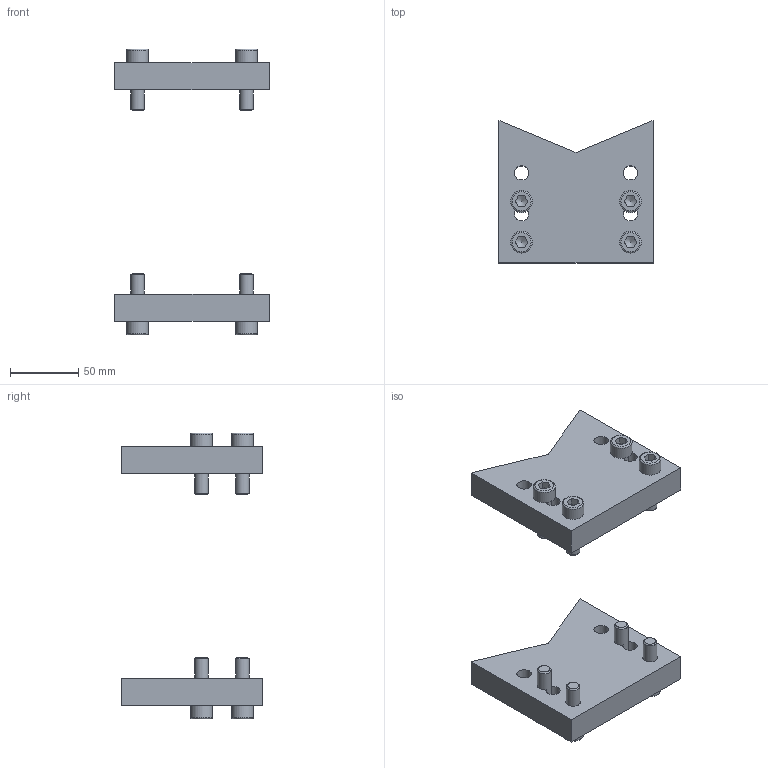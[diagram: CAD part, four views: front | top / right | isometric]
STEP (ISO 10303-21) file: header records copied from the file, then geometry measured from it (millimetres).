
FILE_DESCRIPTION(/* description */ ('KIT AR110 COMBO FLAT/PIPE POLES'),/* implementation_level */ '2;1');
FILE_NAME(/* name */ 'E0087478.stp',/* time_stamp */ '2017-12-13T07:52:05+01:00',/* author */ ('pb'),/* organization */ (''),/* preprocessor_version */ 'ST-DEVELOPER v16.5',/* originating_system */ 'Autodesk Inventor 2017',/* authorisation */ '');
FILE_SCHEMA (('AUTOMOTIVE_DESIGN { 1 0 10303 214 3 1 1 }'));
Length unit declared in the file: millimetre
Products named in the file (3): E0087478; E0087473; 51.0110035
Assembly tree (10 placements, depth 2):
  E0087478
    E0087473  x2
    51.0110035  x8
Bounding box: 113.5 x 104 x 210 mm (x, y, z)
Volume: 428568.3 mm3; surface area: 83710.8 mm2
Topology: 10 solids, 10 shells, 154 faces, 354 edges, 228 vertices
Faces by surface type: plane 90, cylinder 32, torus 16, cone 16
Full cylindrical faces by diameter (mm): 10 x8, 10.5 x8, 16 x8
Entity records: 1045 total; most frequent: DIRECTION 173, CARTESIAN_POINT 172, ORIENTED_EDGE 132, AXIS2_PLACEMENT_3D 68, EDGE_CURVE 66, EDGE_LOOP 55, VERTEX_POINT 49, LINE 37
